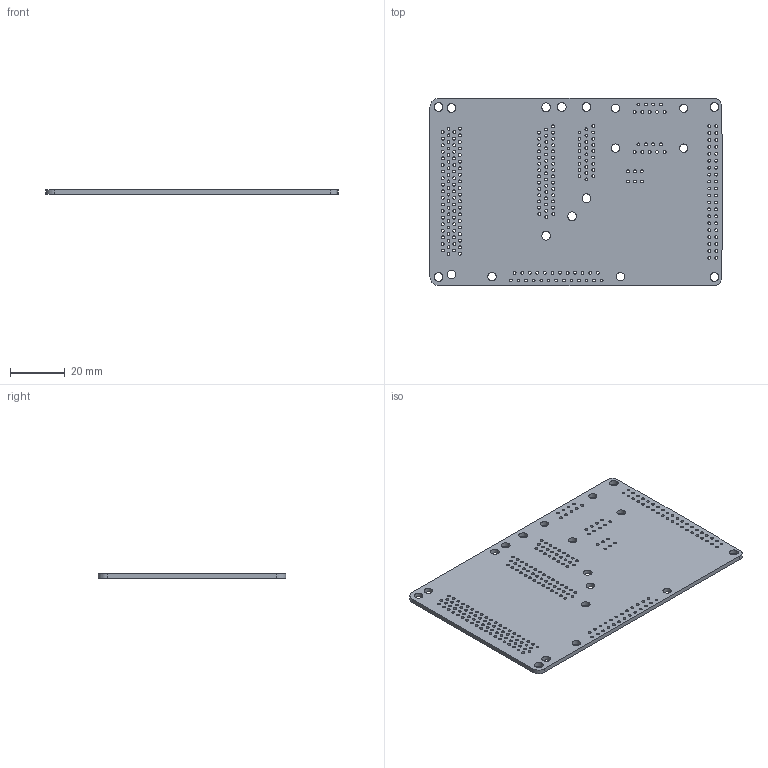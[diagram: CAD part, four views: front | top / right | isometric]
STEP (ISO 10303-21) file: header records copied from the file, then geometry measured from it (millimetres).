
FILE_DESCRIPTION(('FreeCAD Model'),'2;1');
FILE_NAME('mainboard.step','2017-06-27T03:14:47',('Author'),(''), 'Open CASCADE STEP processor 6.8','FreeCAD','Unknown');
FILE_SCHEMA(('AUTOMOTIVE_DESIGN_CC2 { 1 2 10303 214 -1 1 5 4 }'));
Length unit declared in the file: millimetre
Products named in the file (2): ASSEMBLY; Pcb
Assembly tree (1 placements, depth 2):
  ASSEMBLY
    Pcb
Bounding box: 106.93 x 68.58 x 1.6 mm (x, y, z)
Volume: 11168.4 mm3; surface area: 16031.3 mm2
Topology: 1 solids, 1 shells, 269 faces, 801 edges, 534 vertices
Faces by surface type: cylinder 259, plane 10
Full cylindrical faces by diameter (mm): 1 x46, 1.02 x43, 1.05 x148, 3.05 x6, 3.2 x12
Entity records: 10412 total; most frequent: DIRECTION 1861, CARTESIAN_POINT 1606, ORIENTED_EDGE 1602, EDGE_CURVE 801, AXIS2_PLACEMENT_3D 789, FACE_BOUND 779, EDGE_LOOP 779, VERTEX_POINT 534
